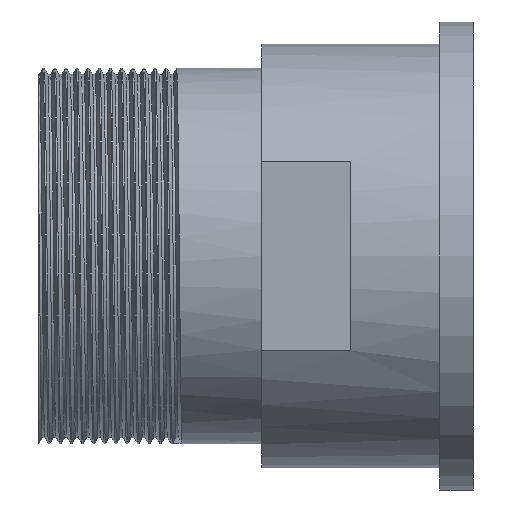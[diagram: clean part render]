
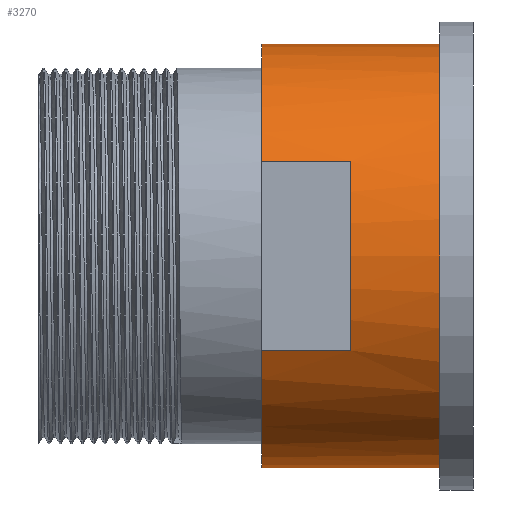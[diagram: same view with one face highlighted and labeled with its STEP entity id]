
A CAD part, front view. The second image highlights one B-rep face of the part: STEP entity #3270.
In plain terms, the highlighted cylindrical face has radius 19 mm (diameter 38 mm), a partial arc.
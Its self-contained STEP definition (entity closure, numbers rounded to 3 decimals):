
#153 = VECTOR ( 'NONE', #3171, 1000. ) ;
#183 = CARTESIAN_POINT ( 'NONE',  ( 5., 0., -19. ) ) ;
#271 = CARTESIAN_POINT ( 'NONE',  ( -45.952, -17., -8.485 ) ) ;
#286 = CARTESIAN_POINT ( 'NONE',  ( -45.952, 0., 19. ) ) ;
#377 = DIRECTION ( 'NONE',  ( -1., 0., 0. ) ) ;
#400 = CIRCLE ( 'NONE', #2404, 19. ) ;
#416 = CARTESIAN_POINT ( 'NONE',  ( -11., -17., 8.485 ) ) ;
#456 = CARTESIAN_POINT ( 'NONE',  ( -45.952, 0., 0. ) ) ;
#464 = ORIENTED_EDGE ( 'NONE', *, *, #3096, .T. ) ;
#599 = ORIENTED_EDGE ( 'NONE', *, *, #3338, .T. ) ;
#661 = EDGE_LOOP ( 'NONE', ( #3151, #464, #599, #1464, #2482, #1252, #1922, #1082 ) ) ;
#675 = CARTESIAN_POINT ( 'NONE',  ( 5., 0., 19. ) ) ;
#748 = DIRECTION ( 'NONE',  ( -1., 0., 0. ) ) ;
#762 = VERTEX_POINT ( 'NONE', #1463 ) ;
#921 = CARTESIAN_POINT ( 'NONE',  ( -3., -17., 8.485 ) ) ;
#979 = CARTESIAN_POINT ( 'NONE',  ( -45.952, 0., -19. ) ) ;
#988 = EDGE_CURVE ( 'NONE', #1448, #3257, #1362, .T. ) ;
#1071 = EDGE_CURVE ( 'NONE', #3287, #762, #3439, .T. ) ;
#1082 = ORIENTED_EDGE ( 'NONE', *, *, #2226, .F. ) ;
#1089 = VECTOR ( 'NONE', #2413, 1000. ) ;
#1108 = CARTESIAN_POINT ( 'NONE',  ( -11., -17., -8.485 ) ) ;
#1142 = CIRCLE ( 'NONE', #2063, 19. ) ;
#1252 = ORIENTED_EDGE ( 'NONE', *, *, #988, .T. ) ;
#1265 = AXIS2_PLACEMENT_3D ( 'NONE', #1620, #748, #1837 ) ;
#1335 = CARTESIAN_POINT ( 'NONE',  ( -11., 0., 19. ) ) ;
#1362 = CIRCLE ( 'NONE', #2966, 19. ) ;
#1448 = VERTEX_POINT ( 'NONE', #921 ) ;
#1463 = CARTESIAN_POINT ( 'NONE',  ( -11., 0., -19. ) ) ;
#1464 = ORIENTED_EDGE ( 'NONE', *, *, #2705, .F. ) ;
#1545 = DIRECTION ( 'NONE',  ( 0., 0., 1. ) ) ;
#1546 = VECTOR ( 'NONE', #3078, 1000. ) ;
#1571 = LINE ( 'NONE', #3254, #1089 ) ;
#1620 = CARTESIAN_POINT ( 'NONE',  ( -11., 0., 0. ) ) ;
#1636 = VERTEX_POINT ( 'NONE', #675 ) ;
#1694 = DIRECTION ( 'NONE',  ( 0., 0., 1. ) ) ;
#1704 = VERTEX_POINT ( 'NONE', #1335 ) ;
#1757 = DIRECTION ( 'NONE',  ( 0., 0., 1. ) ) ;
#1786 = DIRECTION ( 'NONE',  ( 1., 0., 0. ) ) ;
#1811 = FACE_OUTER_BOUND ( 'NONE', #661, .T. ) ;
#1837 = DIRECTION ( 'NONE',  ( 0., 0., 1. ) ) ;
#1870 = VERTEX_POINT ( 'NONE', #1108 ) ;
#1922 = ORIENTED_EDGE ( 'NONE', *, *, #2823, .F. ) ;
#2020 = CARTESIAN_POINT ( 'NONE',  ( -3., 0., 0. ) ) ;
#2063 = AXIS2_PLACEMENT_3D ( 'NONE', #2470, #3327, #1694 ) ;
#2088 = CARTESIAN_POINT ( 'NONE',  ( -3., -17., -8.485 ) ) ;
#2226 = EDGE_CURVE ( 'NONE', #762, #1870, #1142, .T. ) ;
#2266 = CARTESIAN_POINT ( 'NONE',  ( 5., 0., 0. ) ) ;
#2373 = DIRECTION ( 'NONE',  ( -1., 0., 0. ) ) ;
#2404 = AXIS2_PLACEMENT_3D ( 'NONE', #2266, #377, #1757 ) ;
#2413 = DIRECTION ( 'NONE',  ( -1., 0., 0. ) ) ;
#2470 = CARTESIAN_POINT ( 'NONE',  ( -11., 0., 0. ) ) ;
#2478 = LINE ( 'NONE', #286, #3101 ) ;
#2482 = ORIENTED_EDGE ( 'NONE', *, *, #2550, .F. ) ;
#2485 = LINE ( 'NONE', #271, #1546 ) ;
#2550 = EDGE_CURVE ( 'NONE', #1448, #3185, #1571, .T. ) ;
#2636 = AXIS2_PLACEMENT_3D ( 'NONE', #456, #2373, #1545 ) ;
#2705 = EDGE_CURVE ( 'NONE', #3185, #1704, #2809, .T. ) ;
#2809 = CIRCLE ( 'NONE', #1265, 19. ) ;
#2823 = EDGE_CURVE ( 'NONE', #1870, #3257, #2485, .T. ) ;
#2870 = DIRECTION ( 'NONE',  ( 0., 0., -1. ) ) ;
#2914 = CYLINDRICAL_SURFACE ( 'NONE', #2636, 19. ) ;
#2966 = AXIS2_PLACEMENT_3D ( 'NONE', #2020, #1786, #2870 ) ;
#3078 = DIRECTION ( 'NONE',  ( 1., 0., 0. ) ) ;
#3096 = EDGE_CURVE ( 'NONE', #3287, #1636, #400, .T. ) ;
#3101 = VECTOR ( 'NONE', #3333, 1000. ) ;
#3151 = ORIENTED_EDGE ( 'NONE', *, *, #1071, .F. ) ;
#3171 = DIRECTION ( 'NONE',  ( -1., 0., 0. ) ) ;
#3185 = VERTEX_POINT ( 'NONE', #416 ) ;
#3254 = CARTESIAN_POINT ( 'NONE',  ( -45.952, -17., 8.485 ) ) ;
#3257 = VERTEX_POINT ( 'NONE', #2088 ) ;
#3270 = ADVANCED_FACE ( 'NONE', ( #1811 ), #2914, .T. ) ;
#3287 = VERTEX_POINT ( 'NONE', #183 ) ;
#3327 = DIRECTION ( 'NONE',  ( -1., 0., 0. ) ) ;
#3333 = DIRECTION ( 'NONE',  ( -1., 0., 0. ) ) ;
#3338 = EDGE_CURVE ( 'NONE', #1636, #1704, #2478, .T. ) ;
#3439 = LINE ( 'NONE', #979, #153 ) ;
